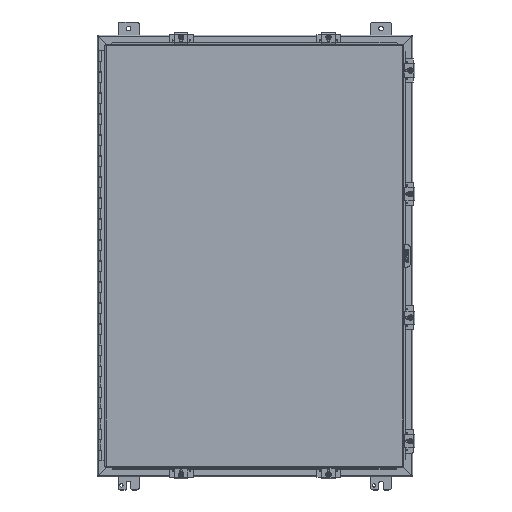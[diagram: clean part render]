
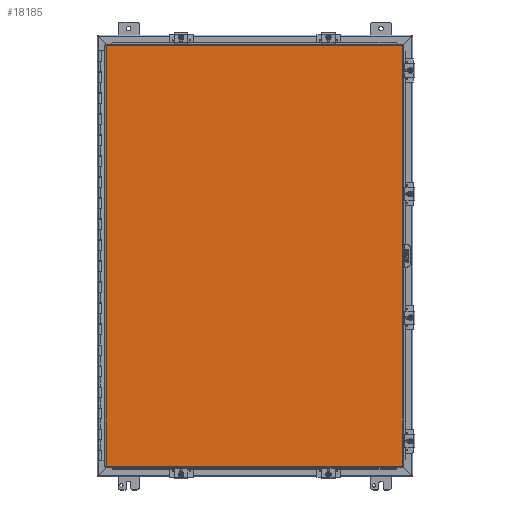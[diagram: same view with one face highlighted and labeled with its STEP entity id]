
A CAD part, top view. The second image highlights one B-rep face of the part: STEP entity #18185.
In plain terms, the highlighted face is planar.
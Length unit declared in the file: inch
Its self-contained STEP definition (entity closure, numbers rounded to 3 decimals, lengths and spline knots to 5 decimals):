
#2013=LINE('',#29456,#3698);
#2019=LINE('',#29577,#3704);
#2029=LINE('',#29730,#3714);
#2032=LINE('',#29763,#3717);
#3698=VECTOR('',#23119,0.3937);
#3704=VECTOR('',#23133,0.3937);
#3714=VECTOR('',#23155,0.3937);
#3717=VECTOR('',#23164,0.3937);
#5240=PLANE('',#19804);
#6067=FACE_OUTER_BOUND('',#7134,.T.);
#7134=EDGE_LOOP('',(#14944,#14945,#14946,#14947));
#9091=VERTEX_POINT('',#29447);
#9092=VERTEX_POINT('',#29455);
#9095=VERTEX_POINT('',#29525);
#9096=VERTEX_POINT('',#29569);
#11161=EDGE_CURVE('',#9092,#9091,#2013,.T.);
#11174=EDGE_CURVE('',#9095,#9096,#2019,.T.);
#11191=EDGE_CURVE('',#9091,#9095,#2029,.T.);
#11195=EDGE_CURVE('',#9096,#9092,#2032,.T.);
#14944=ORIENTED_EDGE('',*,*,#11191,.T.);
#14945=ORIENTED_EDGE('',*,*,#11174,.T.);
#14946=ORIENTED_EDGE('',*,*,#11195,.T.);
#14947=ORIENTED_EDGE('',*,*,#11161,.T.);
#18185=ADVANCED_FACE('',(#6067),#5240,.F.);
#19804=AXIS2_PLACEMENT_3D('',#29843,#23178,#23179);
#23119=DIRECTION('',(-1.,0.,0.));
#23133=DIRECTION('',(1.,0.,0.));
#23155=DIRECTION('',(0.,1.,0.));
#23164=DIRECTION('',(0.,-1.,0.));
#23178=DIRECTION('center_axis',(0.,0.,1.));
#23179=DIRECTION('ref_axis',(1.,0.,0.));
#29447=CARTESIAN_POINT('',(-14.08225,-19.9885,0.));
#29455=CARTESIAN_POINT('',(14.08225,-19.9885,0.));
#29456=CARTESIAN_POINT('',(7.04113,-19.9885,0.));
#29525=CARTESIAN_POINT('',(-14.08225,19.9885,0.));
#29569=CARTESIAN_POINT('',(14.08225,19.9885,0.));
#29577=CARTESIAN_POINT('',(-7.09375,19.9885,0.));
#29730=CARTESIAN_POINT('',(-14.08225,-9.99425,0.));
#29763=CARTESIAN_POINT('',(14.08225,9.99425,0.));
#29843=CARTESIAN_POINT('Origin',(0.,0.,
0.));
